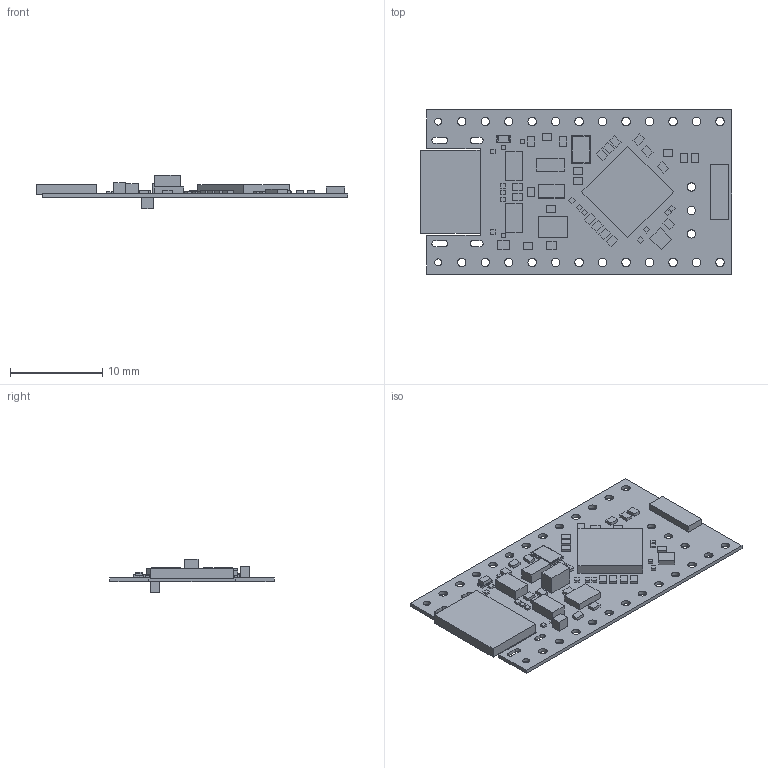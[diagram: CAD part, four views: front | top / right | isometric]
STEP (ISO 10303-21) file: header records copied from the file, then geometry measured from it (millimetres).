
FILE_DESCRIPTION(('Open CASCADE Model'),'2;1');
FILE_NAME('Open CASCADE Shape Model','2024-03-25T09:17:07',('Author'),( 'Open CASCADE'),'Open CASCADE STEP processor 6.8','Open CASCADE 6.8' ,'Unknown');
FILE_SCHEMA(('AUTOMOTIVE_DESIGN { 1 0 10303 214 1 1 1 1 }'));
Length unit declared in the file: millimetre
Products named in the file (95): PCB; Board; Open CASCADE STEP translator 6.8 1.1.1; NUR4; 7564033088; Extruded; NUR3; NPC9; 7564032848; NPR8; NC24; 7045417952; NC18; NPD4; 7564031248; NANT; 5384538992; NY2; 6183895248; NU1; 7564029408; NTP1; 7564029648; NPR7; NPR5; 7045418112; NPR2; NPR3; NPQ2; 6183894528; NPC2; NPC1; NL4; NL3; 7564031568; NL2; NC23; 7564032128; NC22; NC21 ...
Assembly tree (129 placements, depth 4):
  PCB
    Board
      Open CASCADE STEP translator 6.8 1.1.1
    NUR4
      7564033088
        Extruded
    NUR3
      7564033088
        Extruded
    NPC9
      7564032848
        Extruded
    NPR8
      7564032848
        Extruded
    NC24
      7045417952
        Extruded
    NC18
      7045417952
        Extruded
    NPD4
      7564031248
        Extruded
    NANT
      5384538992
        Extruded
    NY2
      6183895248
        Extruded
    NU1
      7564029408
        Extruded
    NTP1
      7564029648
        Extruded
    NPR7
      7045417952
        Extruded
    NPR5
      7045418112
        Extruded
    NPR2
      7564032848
        Extruded
    NPR3
      7045417952
        Extruded
    NPQ2
      6183894528
        Extruded
    NPC2
      7045418112
        Extruded
    NPC1
      7564032848
        Extruded
    NL4
      7045418112
        Extruded
Bounding box: 33.7 x 17.78 x 3.61 mm (x, y, z)
Volume: 377.6 mm3; surface area: 1675.4 mm2
Topology: 74 solids, 74 shells, 551 faces, 1197 edges, 798 vertices
Faces by surface type: plane 462, cylinder 58, bspline 31
Full cylindrical faces by diameter (mm): 0.762 x2, 0.888 x3, 0.914 x24
Entity records: 13917 total; most frequent: CARTESIAN_POINT 2808, DIRECTION 1709, ORIENTED_EDGE 1554, EDGE_CURVE 777, LINE 597, VECTOR 597, AXIS2_PLACEMENT_3D 556, VERTEX_POINT 518
